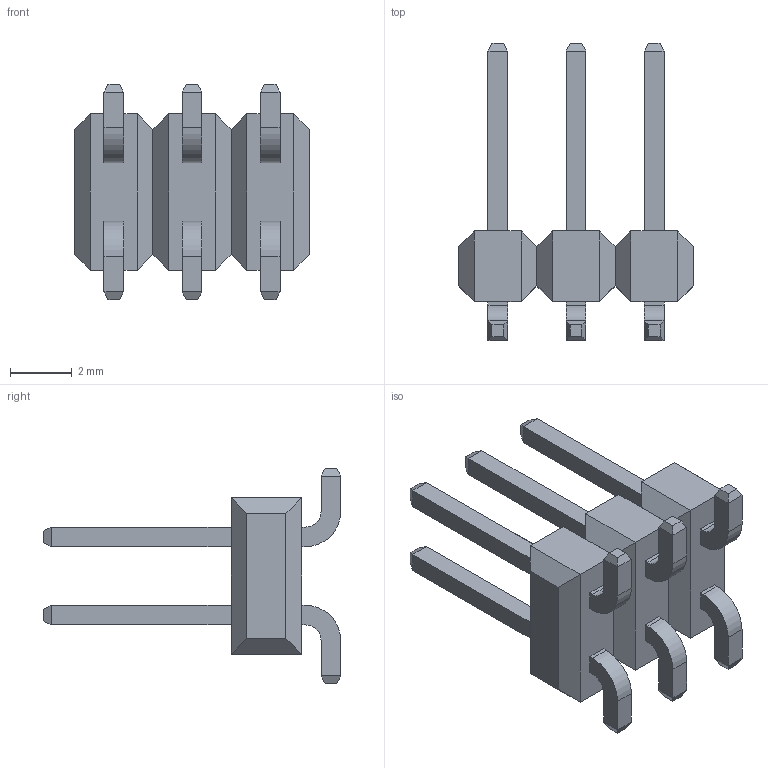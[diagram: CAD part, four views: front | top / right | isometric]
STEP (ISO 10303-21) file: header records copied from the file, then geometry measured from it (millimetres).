
FILE_DESCRIPTION(('FreeCAD Model'),'2;1');
FILE_NAME('Open CASCADE Shape Model','2023-01-13T09:29:49',(''),(''), 'Open CASCADE STEP processor 7.6','FreeCAD','Unknown');
FILE_SCHEMA(('AUTOMOTIVE_DESIGN { 1 0 10303 214 1 1 1 1 }'));
Length unit declared in the file: millimetre
Products named in the file (2): 015910060; SOLID
Assembly tree (1 placements, depth 2):
  015910060
    SOLID
Bounding box: 7.62 x 9.65 x 6.99 mm (x, y, z)
Volume: 99.3 mm3; surface area: 264.4 mm2
Topology: 1 solids, 1 shells, 170 faces, 388 edges, 232 vertices
Faces by surface type: plane 158, cylinder 12
Entity records: 5817 total; most frequent: CARTESIAN_POINT 792, ORIENTED_EDGE 776, DIRECTION 756, EDGE_CURVE 388, LINE 364, VECTOR 364, VERTEX_POINT 232, AXIS2_PLACEMENT_3D 196
